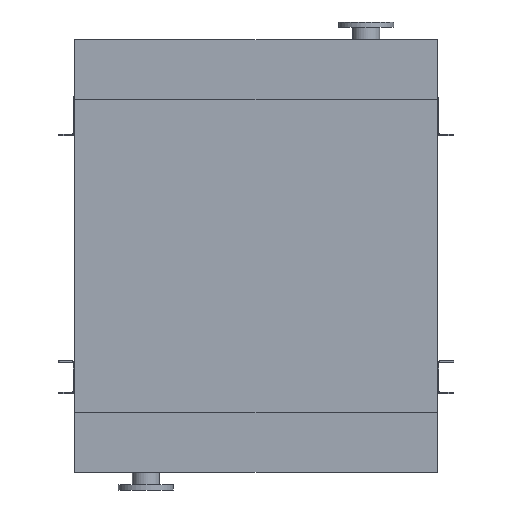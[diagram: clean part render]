
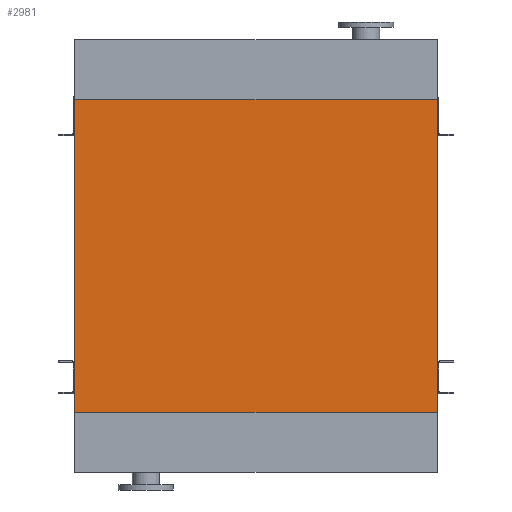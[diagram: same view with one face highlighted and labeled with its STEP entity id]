
A CAD part, front view. The second image highlights one B-rep face of the part: STEP entity #2981.
In plain terms, the highlighted planar face has unit normal (0, -1, 0).
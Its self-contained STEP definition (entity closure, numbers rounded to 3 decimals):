
#182 = EDGE_CURVE ( 'NONE', #9582, #1961, #1044, .T. ) ;
#554 = DIRECTION ( 'NONE',  ( 0., -1., 0. ) ) ;
#1044 = LINE ( 'NONE', #2870, #8758 ) ;
#1523 = ORIENTED_EDGE ( 'NONE', *, *, #3483, .T. ) ;
#1555 = CARTESIAN_POINT ( 'NONE',  ( -725., 0., -1250. ) ) ;
#1961 = VERTEX_POINT ( 'NONE', #5638 ) ;
#2234 = CARTESIAN_POINT ( 'NONE',  ( -725., 0., -1250. ) ) ;
#2870 = CARTESIAN_POINT ( 'NONE',  ( -725., 0., -1250. ) ) ;
#2981 = ADVANCED_FACE ( 'NONE', ( #4523 ), #12897, .T. ) ;
#3483 = EDGE_CURVE ( 'NONE', #7896, #8727, #8531, .T. ) ;
#4168 = ORIENTED_EDGE ( 'NONE', *, *, #9594, .F. ) ;
#4362 = EDGE_LOOP ( 'NONE', ( #4168, #7312, #12067, #1523 ) ) ;
#4376 = LINE ( 'NONE', #7578, #11361 ) ;
#4523 = FACE_OUTER_BOUND ( 'NONE', #4362, .T. ) ;
#4553 = CARTESIAN_POINT ( 'NONE',  ( 725., 0., -1250. ) ) ;
#4947 = DIRECTION ( 'NONE',  ( 0., 0., 1. ) ) ;
#5638 = CARTESIAN_POINT ( 'NONE',  ( -725., 0., 0. ) ) ;
#6671 = DIRECTION ( 'NONE',  ( 0., 0., 1. ) ) ;
#7312 = ORIENTED_EDGE ( 'NONE', *, *, #182, .F. ) ;
#7449 = LINE ( 'NONE', #9298, #10311 ) ;
#7578 = CARTESIAN_POINT ( 'NONE',  ( -725., 0., 0. ) ) ;
#7587 = CARTESIAN_POINT ( 'NONE',  ( 725., 0., 0. ) ) ;
#7896 = VERTEX_POINT ( 'NONE', #4553 ) ;
#8531 = LINE ( 'NONE', #12594, #10775 ) ;
#8706 = DIRECTION ( 'NONE',  ( 0., 0., -1. ) ) ;
#8727 = VERTEX_POINT ( 'NONE', #7587 ) ;
#8758 = VECTOR ( 'NONE', #4947, 1000. ) ;
#9298 = CARTESIAN_POINT ( 'NONE',  ( -725., 0., -1250. ) ) ;
#9495 = DIRECTION ( 'NONE',  ( 1., 0., 0. ) ) ;
#9582 = VERTEX_POINT ( 'NONE', #2234 ) ;
#9594 = EDGE_CURVE ( 'NONE', #1961, #8727, #4376, .T. ) ;
#9679 = EDGE_CURVE ( 'NONE', #9582, #7896, #7449, .T. ) ;
#9925 = AXIS2_PLACEMENT_3D ( 'NONE', #1555, #554, #8706 ) ;
#10311 = VECTOR ( 'NONE', #10368, 1000. ) ;
#10368 = DIRECTION ( 'NONE',  ( 1., 0., 0. ) ) ;
#10775 = VECTOR ( 'NONE', #6671, 1000. ) ;
#11361 = VECTOR ( 'NONE', #9495, 1000. ) ;
#12067 = ORIENTED_EDGE ( 'NONE', *, *, #9679, .T. ) ;
#12594 = CARTESIAN_POINT ( 'NONE',  ( 725., 0., -1250. ) ) ;
#12897 = PLANE ( 'NONE',  #9925 ) ;
